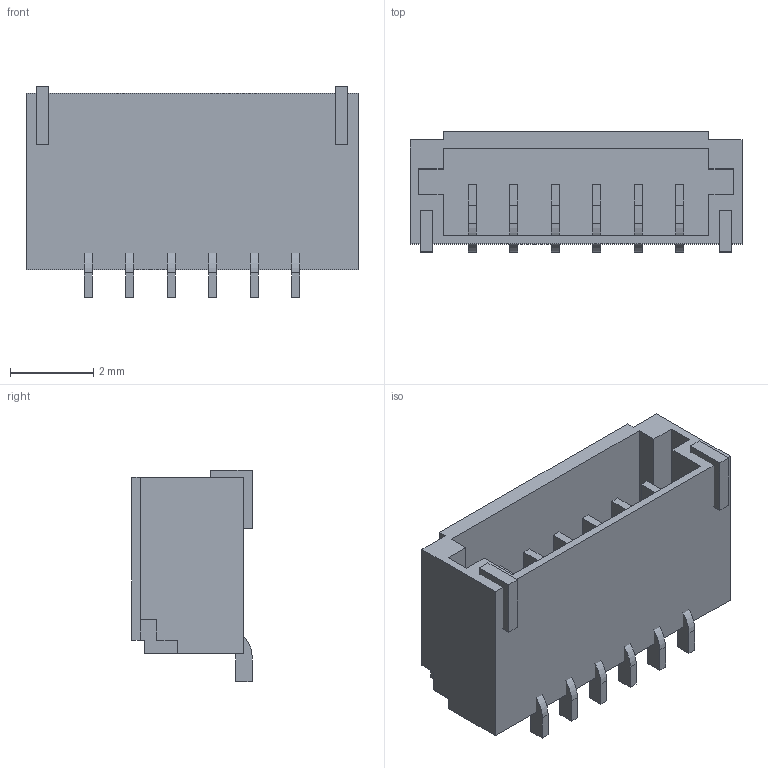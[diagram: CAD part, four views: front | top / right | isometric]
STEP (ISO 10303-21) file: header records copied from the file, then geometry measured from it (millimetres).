
FILE_DESCRIPTION(/* description */ (''),/* implementation_level */ '2;1');
FILE_NAME(/* name */ 'JST-SH_SMD_6.step',/* time_stamp */ '2020-07-03T14:30:23-07:00',/* author */ (''),/* organization */ (''),/* preprocessor_version */ 'ST-DEVELOPER v18.1',/* originating_system */ 'Autodesk Translation Framework v9.3.0.1241',/* authorisation */ '');
FILE_SCHEMA (('AUTOMOTIVE_DESIGN { 1 0 10303 214 3 1 1 }'));
Length unit declared in the file: millimetre
Products named in the file (1): JST-SH SMD Horizontal
Bounding box: 8 x 2.9 x 5.1 mm (x, y, z)
Volume: 39.9 mm3; surface area: 256.8 mm2
Topology: 15 solids, 15 shells, 143 faces, 336 edges, 224 vertices
Faces by surface type: plane 131, cylinder 12
Entity records: 4067 total; most frequent: CARTESIAN_POINT 704, ORIENTED_EDGE 672, DIRECTION 648, EDGE_CURVE 336, LINE 312, VECTOR 312, VERTEX_POINT 224, AXIS2_PLACEMENT_3D 168
